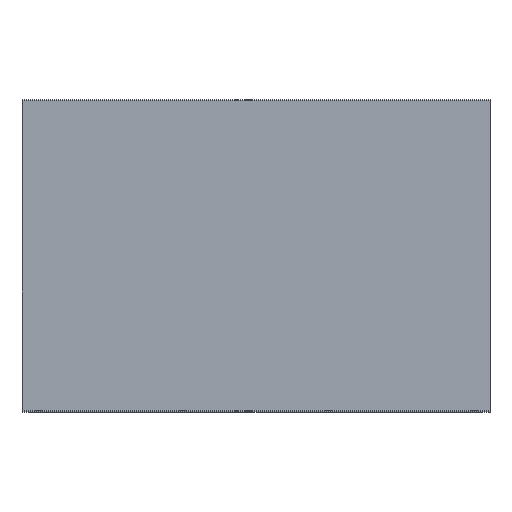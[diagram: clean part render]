
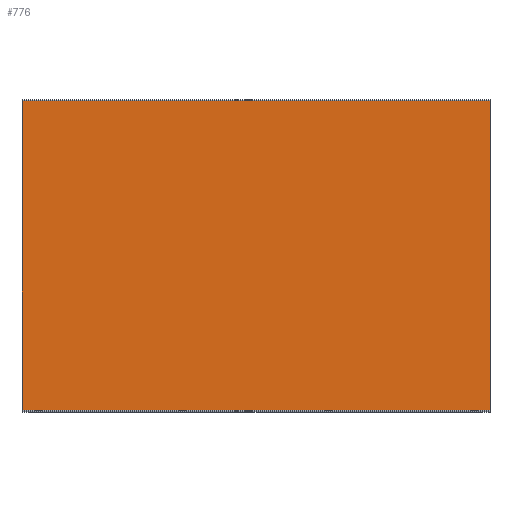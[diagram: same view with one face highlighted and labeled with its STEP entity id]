
A CAD part, top view. The second image highlights one B-rep face of the part: STEP entity #776.
In plain terms, the highlighted face is planar.
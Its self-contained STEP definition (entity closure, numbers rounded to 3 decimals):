
#11 = AXIS2_PLACEMENT_3D ( 'NONE', #2100, #1364, #1034 ) ;
#27 = VERTEX_POINT ( 'NONE', #2022 ) ;
#131 = VERTEX_POINT ( 'NONE', #1359 ) ;
#235 = EDGE_CURVE ( 'NONE', #27, #352, #1817, .T. ) ;
#352 = VERTEX_POINT ( 'NONE', #2673 ) ;
#428 = DIRECTION ( 'NONE',  ( 0., -1., 0. ) ) ;
#550 = ORIENTED_EDGE ( 'NONE', *, *, #2957, .F. ) ;
#776 = ADVANCED_FACE ( 'NONE', ( #2419 ), #3469, .T. ) ;
#1034 = DIRECTION ( 'NONE',  ( -1., 0., 0. ) ) ;
#1048 = DIRECTION ( 'NONE',  ( -1., 0., 0. ) ) ;
#1178 = ORIENTED_EDGE ( 'NONE', *, *, #235, .F. ) ;
#1209 = CARTESIAN_POINT ( 'NONE',  ( -750., -492.5, -3. ) ) ;
#1359 = CARTESIAN_POINT ( 'NONE',  ( -750., 498.5, -3. ) ) ;
#1364 = DIRECTION ( 'NONE',  ( 0., 0., -1. ) ) ;
#1368 = ORIENTED_EDGE ( 'NONE', *, *, #3204, .F. ) ;
#1464 = VERTEX_POINT ( 'NONE', #1209 ) ;
#1538 = VECTOR ( 'NONE', #3448, 1000. ) ;
#1817 = LINE ( 'NONE', #2534, #2813 ) ;
#2022 = CARTESIAN_POINT ( 'NONE',  ( 750., -492.5, -3. ) ) ;
#2056 = LINE ( 'NONE', #2104, #1538 ) ;
#2100 = CARTESIAN_POINT ( 'NONE',  ( 0., 0., -3. ) ) ;
#2104 = CARTESIAN_POINT ( 'NONE',  ( -750., -492.5, -3. ) ) ;
#2210 = EDGE_LOOP ( 'NONE', ( #1178, #550, #1368, #4072 ) ) ;
#2419 = FACE_OUTER_BOUND ( 'NONE', #2210, .T. ) ;
#2534 = CARTESIAN_POINT ( 'NONE',  ( 750., -498.5, -3. ) ) ;
#2546 = EDGE_CURVE ( 'NONE', #352, #131, #3785, .T. ) ;
#2673 = CARTESIAN_POINT ( 'NONE',  ( 750., 498.5, -3. ) ) ;
#2737 = CARTESIAN_POINT ( 'NONE',  ( -750., 498.5, -3. ) ) ;
#2793 = VECTOR ( 'NONE', #428, 1000. ) ;
#2813 = VECTOR ( 'NONE', #3573, 1000. ) ;
#2957 = EDGE_CURVE ( 'NONE', #1464, #27, #2056, .T. ) ;
#3204 = EDGE_CURVE ( 'NONE', #131, #1464, #3935, .T. ) ;
#3448 = DIRECTION ( 'NONE',  ( 1., 0., 0. ) ) ;
#3469 = PLANE ( 'NONE',  #11 ) ;
#3573 = DIRECTION ( 'NONE',  ( 0., 1., 0. ) ) ;
#3582 = CARTESIAN_POINT ( 'NONE',  ( -750., -498.5, -3. ) ) ;
#3785 = LINE ( 'NONE', #2737, #3843 ) ;
#3843 = VECTOR ( 'NONE', #1048, 1000. ) ;
#3935 = LINE ( 'NONE', #3582, #2793 ) ;
#4072 = ORIENTED_EDGE ( 'NONE', *, *, #2546, .F. ) ;
